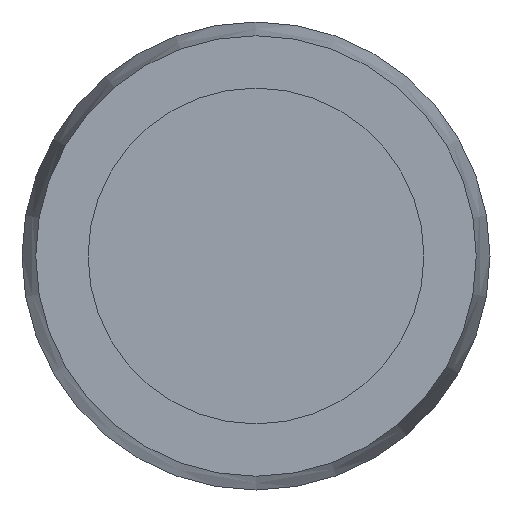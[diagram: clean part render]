
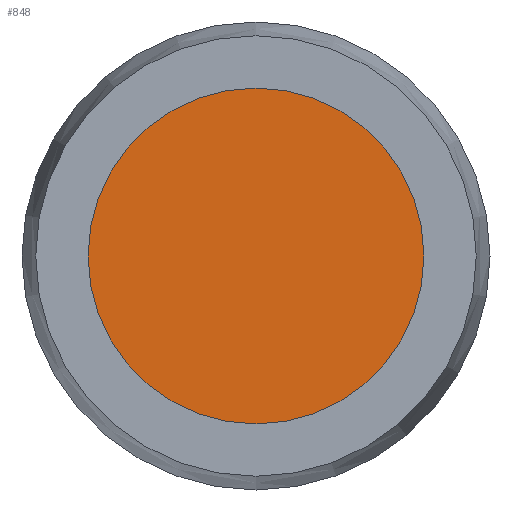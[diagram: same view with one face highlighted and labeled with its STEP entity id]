
A CAD part, front view. The second image highlights one B-rep face of the part: STEP entity #848.
In plain terms, the highlighted planar face has unit normal (0, -1, 0).
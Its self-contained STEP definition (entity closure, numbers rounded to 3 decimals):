
#218=FACE_OUTER_BOUND('',#1170,.T.);
#772=PLANE('',#3375);
#848=ADVANCED_FACE('',(#218),#772,.T.);
#1170=EDGE_LOOP('',(#1512));
#1512=ORIENTED_EDGE('',*,*,#2679,.T.);
#2372=VERTEX_POINT('',#4871);
#2679=EDGE_CURVE('',#2372,#2372,#3116,.T.);
#3116=CIRCLE('',#3374,6.1);
#3374=AXIS2_PLACEMENT_3D('',#4870,#3863,#3864);
#3375=AXIS2_PLACEMENT_3D('',#4872,#3865,#3866);
#3863=DIRECTION('',(0.,-1.,0.));
#3864=DIRECTION('',(1.,0.,0.));
#3865=DIRECTION('',(0.,-1.,0.));
#3866=DIRECTION('',(0.,0.,1.));
#4870=CARTESIAN_POINT('',(0.,-80.,0.));
#4871=CARTESIAN_POINT('',(6.1,-80.,0.));
#4872=CARTESIAN_POINT('',(0.,-80.,0.));
